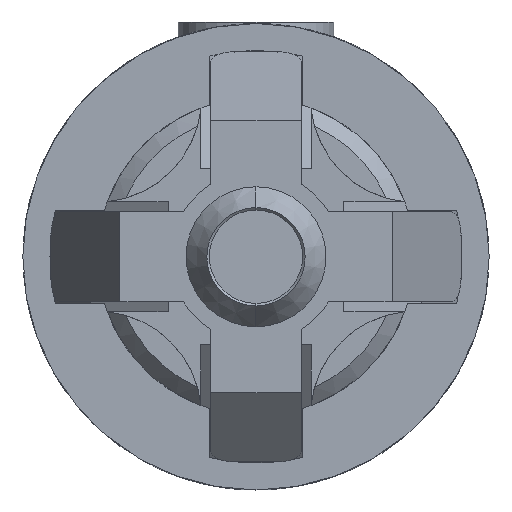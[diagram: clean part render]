
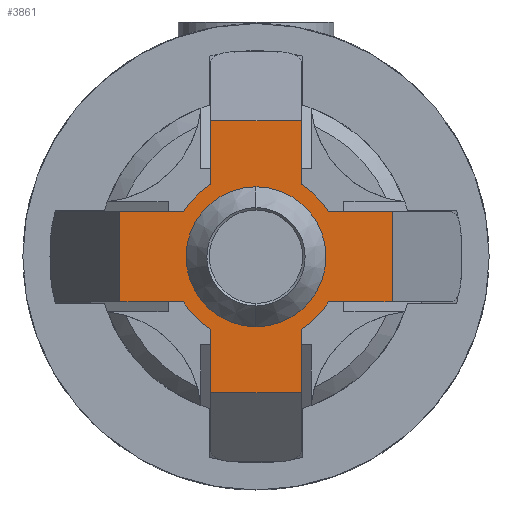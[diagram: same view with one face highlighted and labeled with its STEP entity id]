
A CAD part, left-side view. The second image highlights one B-rep face of the part: STEP entity #3861.
In plain terms, the highlighted planar face has unit normal (-1, 0, 0).
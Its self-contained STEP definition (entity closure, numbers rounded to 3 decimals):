
#18 = CARTESIAN_POINT ( 'NONE',  ( -50.297, -2.9, 8.75 ) ) ;
#75 = EDGE_CURVE ( 'NONE', #1405, #6008, #2680, .T. ) ;
#223 = DIRECTION ( 'NONE',  ( 0., 0., 1. ) ) ;
#257 = DIRECTION ( 'NONE',  ( -1., 0., 0. ) ) ;
#259 = VECTOR ( 'NONE', #5601, 1000. ) ;
#367 = VERTEX_POINT ( 'NONE', #3559 ) ;
#372 = ORIENTED_EDGE ( 'NONE', *, *, #5346, .T. ) ;
#381 = EDGE_LOOP ( 'NONE', ( #372, #3471, #3763, #1238, #585, #1134, #2838, #6642, #1535, #5019, #5078, #4263, #517, #2424, #3365, #3387 ) ) ;
#414 = CARTESIAN_POINT ( 'NONE',  ( -50.297, -2.9, 0. ) ) ;
#425 = DIRECTION ( 'NONE',  ( 0., 0., -1. ) ) ;
#458 = CARTESIAN_POINT ( 'NONE',  ( -50.297, 2.9, 0. ) ) ;
#506 = CIRCLE ( 'NONE', #2136, 5.5 ) ;
#517 = ORIENTED_EDGE ( 'NONE', *, *, #3276, .T. ) ;
#577 = EDGE_CURVE ( 'NONE', #1982, #2874, #5459, .T. ) ;
#580 = VERTEX_POINT ( 'NONE', #1217 ) ;
#585 = ORIENTED_EDGE ( 'NONE', *, *, #5731, .T. ) ;
#671 = VERTEX_POINT ( 'NONE', #2412 ) ;
#697 = EDGE_CURVE ( 'NONE', #4463, #2394, #5564, .T. ) ;
#766 = LINE ( 'NONE', #4029, #5142 ) ;
#774 = DIRECTION ( 'NONE',  ( 0., 1., 0. ) ) ;
#798 = VERTEX_POINT ( 'NONE', #911 ) ;
#827 = DIRECTION ( 'NONE',  ( 0., 0., 1. ) ) ;
#848 = DIRECTION ( 'NONE',  ( -1., 0., 0. ) ) ;
#909 = CARTESIAN_POINT ( 'NONE',  ( -50.297, 0., -4.5 ) ) ;
#911 = CARTESIAN_POINT ( 'NONE',  ( -50.297, 8.75, 2.9 ) ) ;
#954 = EDGE_LOOP ( 'NONE', ( #2405, #4504 ) ) ;
#976 = DIRECTION ( 'NONE',  ( 0., -1., 0. ) ) ;
#1002 = EDGE_CURVE ( 'NONE', #1830, #3241, #766, .T. ) ;
#1009 = DIRECTION ( 'NONE',  ( -1., 0., 0. ) ) ;
#1134 = ORIENTED_EDGE ( 'NONE', *, *, #1986, .T. ) ;
#1217 = CARTESIAN_POINT ( 'NONE',  ( -50.297, 2.9, 4.673 ) ) ;
#1218 = DIRECTION ( 'NONE',  ( 0., 0., -1. ) ) ;
#1235 = DIRECTION ( 'NONE',  ( 0., 0., 1. ) ) ;
#1238 = ORIENTED_EDGE ( 'NONE', *, *, #2108, .T. ) ;
#1244 = VECTOR ( 'NONE', #1218, 1000. ) ;
#1250 = VERTEX_POINT ( 'NONE', #3150 ) ;
#1291 = DIRECTION ( 'NONE',  ( -1., 0., 0. ) ) ;
#1367 = CIRCLE ( 'NONE', #5166, 4.5 ) ;
#1405 = VERTEX_POINT ( 'NONE', #3718 ) ;
#1414 = EDGE_CURVE ( 'NONE', #6008, #6398, #1812, .T. ) ;
#1527 = CARTESIAN_POINT ( 'NONE',  ( -50.297, 0., 2.9 ) ) ;
#1535 = ORIENTED_EDGE ( 'NONE', *, *, #577, .T. ) ;
#1561 = AXIS2_PLACEMENT_3D ( 'NONE', #4892, #848, #5987 ) ;
#1613 = CARTESIAN_POINT ( 'NONE',  ( -50.297, -2.9, -4.673 ) ) ;
#1705 = EDGE_CURVE ( 'NONE', #798, #4971, #4056, .T. ) ;
#1706 = CARTESIAN_POINT ( 'NONE',  ( -50.297, 8.75, 2.9 ) ) ;
#1766 = DIRECTION ( 'NONE',  ( 0., -1., 0. ) ) ;
#1812 = LINE ( 'NONE', #5409, #2213 ) ;
#1830 = VERTEX_POINT ( 'NONE', #3200 ) ;
#1845 = DIRECTION ( 'NONE',  ( -1., 0., 0. ) ) ;
#1966 = DIRECTION ( 'NONE',  ( 0., 1., 0. ) ) ;
#1982 = VERTEX_POINT ( 'NONE', #3435 ) ;
#1986 = EDGE_CURVE ( 'NONE', #671, #798, #5504, .T. ) ;
#1993 = VECTOR ( 'NONE', #1966, 1000. ) ;
#2108 = EDGE_CURVE ( 'NONE', #6398, #580, #3536, .T. ) ;
#2136 = AXIS2_PLACEMENT_3D ( 'NONE', #4453, #1291, #2341 ) ;
#2160 = CARTESIAN_POINT ( 'NONE',  ( -50.297, 2.9, 8.75 ) ) ;
#2213 = VECTOR ( 'NONE', #6502, 1000. ) ;
#2341 = DIRECTION ( 'NONE',  ( 0., 0., 1. ) ) ;
#2394 = VERTEX_POINT ( 'NONE', #4374 ) ;
#2405 = ORIENTED_EDGE ( 'NONE', *, *, #2867, .T. ) ;
#2412 = CARTESIAN_POINT ( 'NONE',  ( -50.297, 4.673, 2.9 ) ) ;
#2424 = ORIENTED_EDGE ( 'NONE', *, *, #4396, .T. ) ;
#2446 = CARTESIAN_POINT ( 'NONE',  ( -50.297, 2.9, 0. ) ) ;
#2680 = LINE ( 'NONE', #3220, #4025 ) ;
#2838 = ORIENTED_EDGE ( 'NONE', *, *, #1705, .T. ) ;
#2867 = EDGE_CURVE ( 'NONE', #1250, #6265, #1367, .T. ) ;
#2874 = VERTEX_POINT ( 'NONE', #4877 ) ;
#2908 = DIRECTION ( 'NONE',  ( 0., 0., 1. ) ) ;
#2935 = CARTESIAN_POINT ( 'NONE',  ( -50.297, 0., 2.9 ) ) ;
#2952 = EDGE_CURVE ( 'NONE', #3241, #4809, #5519, .T. ) ;
#3027 = LINE ( 'NONE', #4995, #4099 ) ;
#3150 = CARTESIAN_POINT ( 'NONE',  ( -50.297, 0., 4.5 ) ) ;
#3200 = CARTESIAN_POINT ( 'NONE',  ( -50.297, 2.9, -8.75 ) ) ;
#3220 = CARTESIAN_POINT ( 'NONE',  ( -50.297, -2.9, 0. ) ) ;
#3241 = VERTEX_POINT ( 'NONE', #3436 ) ;
#3276 = EDGE_CURVE ( 'NONE', #4809, #367, #4628, .T. ) ;
#3335 = VECTOR ( 'NONE', #1235, 1000. ) ;
#3365 = ORIENTED_EDGE ( 'NONE', *, *, #3961, .T. ) ;
#3387 = ORIENTED_EDGE ( 'NONE', *, *, #697, .T. ) ;
#3435 = CARTESIAN_POINT ( 'NONE',  ( -50.297, 4.673, -2.9 ) ) ;
#3436 = CARTESIAN_POINT ( 'NONE',  ( -50.297, -2.9, -8.75 ) ) ;
#3471 = ORIENTED_EDGE ( 'NONE', *, *, #75, .T. ) ;
#3536 = LINE ( 'NONE', #2446, #259 ) ;
#3555 = DIRECTION ( 'NONE',  ( 0., 0., 1. ) ) ;
#3559 = CARTESIAN_POINT ( 'NONE',  ( -50.297, -4.673, -2.9 ) ) ;
#3599 = FACE_BOUND ( 'NONE', #954, .T. ) ;
#3626 = EDGE_CURVE ( 'NONE', #4971, #1982, #3027, .T. ) ;
#3632 = PLANE ( 'NONE',  #4849 ) ;
#3649 = VECTOR ( 'NONE', #1766, 1000. ) ;
#3666 = DIRECTION ( 'NONE',  ( 0., 0., 1. ) ) ;
#3718 = CARTESIAN_POINT ( 'NONE',  ( -50.297, -2.9, 4.673 ) ) ;
#3763 = ORIENTED_EDGE ( 'NONE', *, *, #1414, .T. ) ;
#3766 = CIRCLE ( 'NONE', #6585, 5.5 ) ;
#3826 = CARTESIAN_POINT ( 'NONE',  ( -50.297, 0., 0. ) ) ;
#3861 = ADVANCED_FACE ( 'NONE', ( #3599, #4647 ), #3632, .T. ) ;
#3879 = AXIS2_PLACEMENT_3D ( 'NONE', #4515, #257, #223 ) ;
#3880 = EDGE_CURVE ( 'NONE', #6265, #1250, #4423, .T. ) ;
#3961 = EDGE_CURVE ( 'NONE', #5689, #4463, #4268, .T. ) ;
#3993 = AXIS2_PLACEMENT_3D ( 'NONE', #5224, #6212, #5702 ) ;
#4025 = VECTOR ( 'NONE', #3666, 1000. ) ;
#4029 = CARTESIAN_POINT ( 'NONE',  ( -50.297, 2.9, -8.75 ) ) ;
#4056 = LINE ( 'NONE', #1706, #1244 ) ;
#4088 = VECTOR ( 'NONE', #3555, 1000. ) ;
#4099 = VECTOR ( 'NONE', #976, 1000. ) ;
#4116 = LINE ( 'NONE', #458, #4318 ) ;
#4176 = DIRECTION ( 'NONE',  ( 0., 0., 1. ) ) ;
#4263 = ORIENTED_EDGE ( 'NONE', *, *, #2952, .T. ) ;
#4268 = LINE ( 'NONE', #5344, #3335 ) ;
#4318 = VECTOR ( 'NONE', #425, 1000. ) ;
#4374 = CARTESIAN_POINT ( 'NONE',  ( -50.297, -4.673, 2.9 ) ) ;
#4396 = EDGE_CURVE ( 'NONE', #367, #5689, #4970, .T. ) ;
#4423 = CIRCLE ( 'NONE', #3993, 4.5 ) ;
#4453 = CARTESIAN_POINT ( 'NONE',  ( -50.297, 0., 0. ) ) ;
#4463 = VERTEX_POINT ( 'NONE', #6426 ) ;
#4504 = ORIENTED_EDGE ( 'NONE', *, *, #3880, .T. ) ;
#4515 = CARTESIAN_POINT ( 'NONE',  ( -50.297, 0., 0. ) ) ;
#4628 = CIRCLE ( 'NONE', #3879, 5.5 ) ;
#4647 = FACE_OUTER_BOUND ( 'NONE', #381, .T. ) ;
#4809 = VERTEX_POINT ( 'NONE', #1613 ) ;
#4849 = AXIS2_PLACEMENT_3D ( 'NONE', #5664, #1009, #4176 ) ;
#4877 = CARTESIAN_POINT ( 'NONE',  ( -50.297, 2.9, -4.673 ) ) ;
#4885 = DIRECTION ( 'NONE',  ( 0., -1., 0. ) ) ;
#4892 = CARTESIAN_POINT ( 'NONE',  ( -50.297, 0., 0. ) ) ;
#4970 = LINE ( 'NONE', #5434, #3649 ) ;
#4971 = VERTEX_POINT ( 'NONE', #5402 ) ;
#4995 = CARTESIAN_POINT ( 'NONE',  ( -50.297, 0., -2.9 ) ) ;
#5019 = ORIENTED_EDGE ( 'NONE', *, *, #6348, .T. ) ;
#5078 = ORIENTED_EDGE ( 'NONE', *, *, #1002, .T. ) ;
#5142 = VECTOR ( 'NONE', #4885, 1000. ) ;
#5166 = AXIS2_PLACEMENT_3D ( 'NONE', #3826, #5374, #827 ) ;
#5224 = CARTESIAN_POINT ( 'NONE',  ( -50.297, 0., 0. ) ) ;
#5344 = CARTESIAN_POINT ( 'NONE',  ( -50.297, -8.75, -2.9 ) ) ;
#5346 = EDGE_CURVE ( 'NONE', #2394, #1405, #3766, .T. ) ;
#5374 = DIRECTION ( 'NONE',  ( 1., 0., 0. ) ) ;
#5402 = CARTESIAN_POINT ( 'NONE',  ( -50.297, 8.75, -2.9 ) ) ;
#5409 = CARTESIAN_POINT ( 'NONE',  ( -50.297, -2.9, 8.75 ) ) ;
#5434 = CARTESIAN_POINT ( 'NONE',  ( -50.297, 0., -2.9 ) ) ;
#5459 = CIRCLE ( 'NONE', #1561, 5.5 ) ;
#5504 = LINE ( 'NONE', #2935, #6244 ) ;
#5519 = LINE ( 'NONE', #414, #4088 ) ;
#5564 = LINE ( 'NONE', #1527, #1993 ) ;
#5601 = DIRECTION ( 'NONE',  ( 0., 0., -1. ) ) ;
#5664 = CARTESIAN_POINT ( 'NONE',  ( -50.297, -4.375, -2.9 ) ) ;
#5689 = VERTEX_POINT ( 'NONE', #6456 ) ;
#5702 = DIRECTION ( 'NONE',  ( 0., 0., 1. ) ) ;
#5731 = EDGE_CURVE ( 'NONE', #580, #671, #506, .T. ) ;
#5987 = DIRECTION ( 'NONE',  ( 0., 0., 1. ) ) ;
#6008 = VERTEX_POINT ( 'NONE', #18 ) ;
#6104 = CARTESIAN_POINT ( 'NONE',  ( -50.297, 0., 0. ) ) ;
#6212 = DIRECTION ( 'NONE',  ( 1., 0., 0. ) ) ;
#6244 = VECTOR ( 'NONE', #774, 1000. ) ;
#6265 = VERTEX_POINT ( 'NONE', #909 ) ;
#6348 = EDGE_CURVE ( 'NONE', #2874, #1830, #4116, .T. ) ;
#6398 = VERTEX_POINT ( 'NONE', #2160 ) ;
#6426 = CARTESIAN_POINT ( 'NONE',  ( -50.297, -8.75, 2.9 ) ) ;
#6456 = CARTESIAN_POINT ( 'NONE',  ( -50.297, -8.75, -2.9 ) ) ;
#6502 = DIRECTION ( 'NONE',  ( 0., 1., 0. ) ) ;
#6585 = AXIS2_PLACEMENT_3D ( 'NONE', #6104, #1845, #2908 ) ;
#6642 = ORIENTED_EDGE ( 'NONE', *, *, #3626, .T. ) ;
